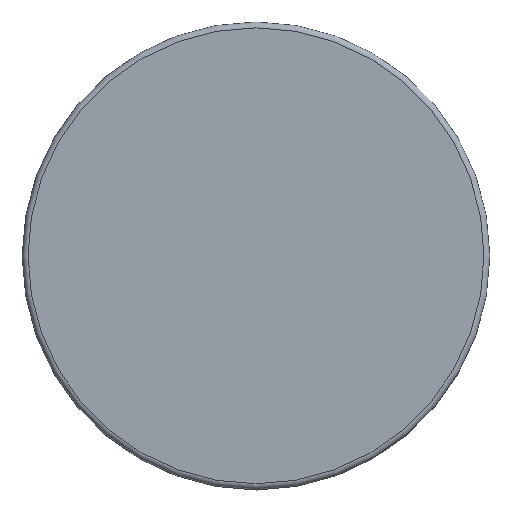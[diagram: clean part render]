
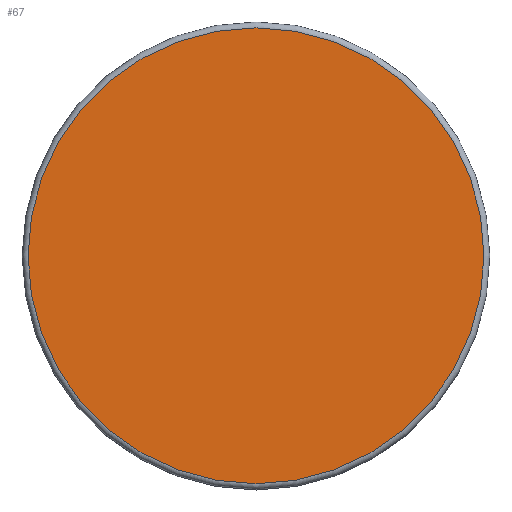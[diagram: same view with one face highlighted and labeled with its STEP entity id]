
A CAD part, top view. The second image highlights one B-rep face of the part: STEP entity #67.
In plain terms, the highlighted planar face has unit normal (0, 0, 1).
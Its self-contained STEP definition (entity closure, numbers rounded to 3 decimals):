
#16=PLANE('',#98);
#24=FACE_OUTER_BOUND('',#29,.T.);
#29=EDGE_LOOP('',(#60));
#35=CIRCLE('',#97,3.9);
#39=VERTEX_POINT('',#137);
#46=EDGE_CURVE('',#39,#39,#35,.T.);
#60=ORIENTED_EDGE('',*,*,#46,.F.);
#67=ADVANCED_FACE('',(#24),#16,.F.);
#97=AXIS2_PLACEMENT_3D('',#139,#120,#121);
#98=AXIS2_PLACEMENT_3D('',#140,#122,#123);
#120=DIRECTION('center_axis',(0.,0.,-1.));
#121=DIRECTION('ref_axis',(-1.,0.,0.));
#122=DIRECTION('center_axis',(0.,0.,-1.));
#123=DIRECTION('ref_axis',(-1.,0.,0.));
#137=CARTESIAN_POINT('',(3.9,0.,4.));
#139=CARTESIAN_POINT('Origin',(0.,0.,4.));
#140=CARTESIAN_POINT('Origin',(0.,0.,4.));
